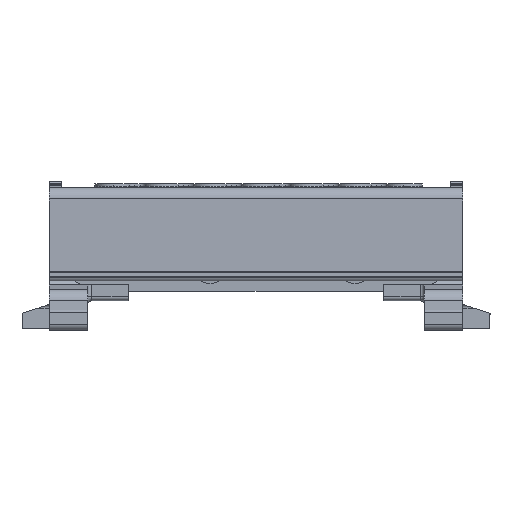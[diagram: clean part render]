
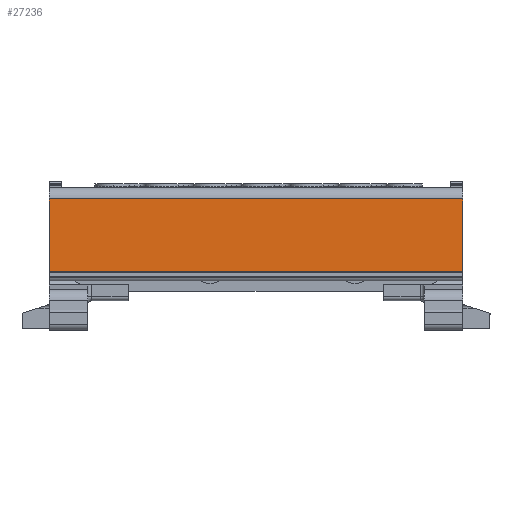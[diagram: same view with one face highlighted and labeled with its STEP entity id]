
A CAD part, top view. The second image highlights one B-rep face of the part: STEP entity #27236.
In plain terms, the highlighted planar face has unit normal (0, 0.018, 1).
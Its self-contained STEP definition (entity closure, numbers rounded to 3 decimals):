
#893 = ORIENTED_EDGE ( 'NONE', *, *, #18399, .F. ) ;
#908 = ORIENTED_EDGE ( 'NONE', *, *, #18591, .T. ) ;
#934 = ORIENTED_EDGE ( 'NONE', *, *, #18384, .T. ) ;
#961 = ORIENTED_EDGE ( 'NONE', *, *, #18584, .F. ) ;
#2044 = FACE_OUTER_BOUND ( 'NONE', #5206, .T. ) ;
#2092 = DIRECTION ( 'NONE',  ( 0., -1., 0.017 ) ) ;
#2121 = CARTESIAN_POINT ( 'NONE',  ( 44.147, 62.902, 47.22 ) ) ;
#2123 = PLANE ( 'NONE',  #11031 ) ;
#2130 = DIRECTION ( 'NONE',  ( 0., 0.017, 1. ) ) ;
#5206 = EDGE_LOOP ( 'NONE', ( #893, #961, #934, #908 ) ) ;
#9870 = DIRECTION ( 'NONE',  ( -1., 0., 0. ) ) ;
#9885 = LINE ( 'NONE', #9902, #16470 ) ;
#9896 = LINE ( 'NONE', #9957, #16477 ) ;
#9902 = CARTESIAN_POINT ( 'NONE',  ( 44.147, 51.376, 47.421 ) ) ;
#9939 = DIRECTION ( 'NONE',  ( -1., 0., 0. ) ) ;
#9957 = CARTESIAN_POINT ( 'NONE',  ( 44.147, 71.265, 47.074 ) ) ;
#11031 = AXIS2_PLACEMENT_3D ( 'NONE', #2121, #2130, #2092 ) ;
#13591 = VERTEX_POINT ( 'NONE', #21428 ) ;
#13614 = VERTEX_POINT ( 'NONE', #21437 ) ;
#13671 = VERTEX_POINT ( 'NONE', #21514 ) ;
#13689 = VERTEX_POINT ( 'NONE', #21492 ) ;
#16284 = VECTOR ( 'NONE', #17400, 1000. ) ;
#16302 = VECTOR ( 'NONE', #17450, 1000. ) ;
#16470 = VECTOR ( 'NONE', #9870, 1000. ) ;
#16477 = VECTOR ( 'NONE', #9939, 1000. ) ;
#17377 = LINE ( 'NONE', #17406, #16284 ) ;
#17400 = DIRECTION ( 'NONE',  ( 0., 1., -0.017 ) ) ;
#17406 = CARTESIAN_POINT ( 'NONE',  ( 44.947, 62.902, 47.22 ) ) ;
#17411 = LINE ( 'NONE', #17446, #16302 ) ;
#17446 = CARTESIAN_POINT ( 'NONE',  ( -61.853, 62.902, 47.22 ) ) ;
#17450 = DIRECTION ( 'NONE',  ( 0., 1., -0.017 ) ) ;
#18384 = EDGE_CURVE ( 'NONE', #13671, #13614, #17377, .T. ) ;
#18399 = EDGE_CURVE ( 'NONE', #13591, #13689, #17411, .T. ) ;
#18584 = EDGE_CURVE ( 'NONE', #13671, #13591, #9885, .T. ) ;
#18591 = EDGE_CURVE ( 'NONE', #13614, #13689, #9896, .T. ) ;
#21428 = CARTESIAN_POINT ( 'NONE',  ( -61.853, 51.376, 47.421 ) ) ;
#21437 = CARTESIAN_POINT ( 'NONE',  ( 44.947, 71.265, 47.074 ) ) ;
#21492 = CARTESIAN_POINT ( 'NONE',  ( -61.853, 71.265, 47.074 ) ) ;
#21514 = CARTESIAN_POINT ( 'NONE',  ( 44.947, 51.376, 47.421 ) ) ;
#27236 = ADVANCED_FACE ( 'NONE', ( #2044 ), #2123, .T. ) ;
